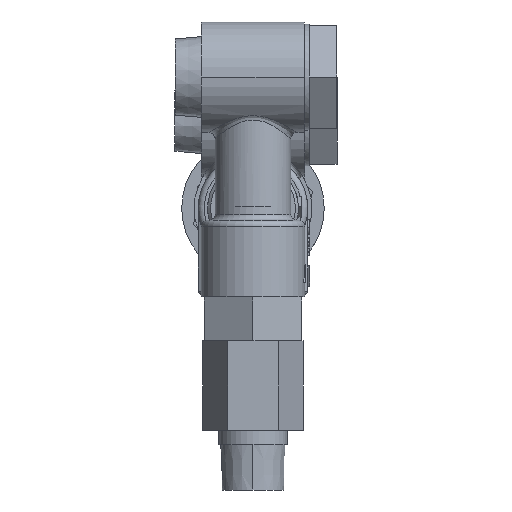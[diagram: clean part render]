
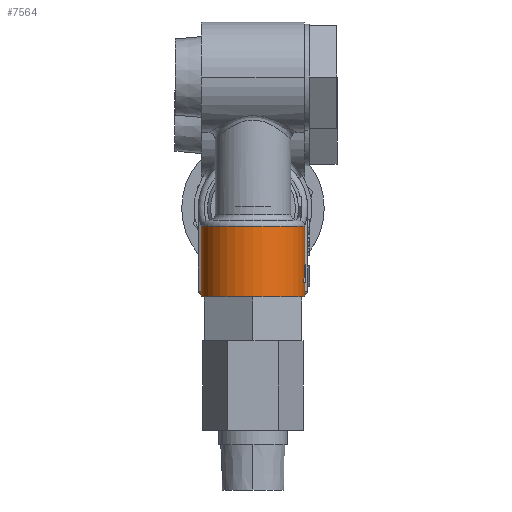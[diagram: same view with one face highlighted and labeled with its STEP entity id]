
A CAD part, front view. The second image highlights one B-rep face of the part: STEP entity #7564.
In plain terms, the highlighted cylindrical face has radius 13.043 mm (diameter 26.086 mm), a partial arc.
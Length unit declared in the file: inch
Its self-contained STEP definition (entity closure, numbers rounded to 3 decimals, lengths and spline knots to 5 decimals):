
#134 = ORIENTED_EDGE ( 'NONE', *, *, #12320, .T. ) ;
#490 = CYLINDRICAL_SURFACE ( 'NONE', #7325, 0.5135 ) ;
#518 = EDGE_CURVE ( 'NONE', #1855, #13390, #6128, .T. ) ;
#639 =( BOUNDED_CURVE ( )  B_SPLINE_CURVE ( 3, ( #2153, #8771, #3273, #11034 ),
 .UNSPECIFIED., .F., .T. ) 
 B_SPLINE_CURVE_WITH_KNOTS ( ( 4, 4 ),
 ( 1.36701, 1.5708 ),
 .UNSPECIFIED. ) 
 CURVE ( )  GEOMETRIC_REPRESENTATION_ITEM ( )  RATIONAL_B_SPLINE_CURVE ( ( 1., 0.997, 0.997, 1. ) ) 
 REPRESENTATION_ITEM ( '' )  );
#653 = CARTESIAN_POINT ( 'NONE',  ( 0.50287, -0.10392, -2.03291 ) ) ;
#862 = VERTEX_POINT ( 'NONE', #11483 ) ;
#1128 = EDGE_CURVE ( 'NONE', #11057, #13866, #5966, .T. ) ;
#1855 = VERTEX_POINT ( 'NONE', #2097 ) ;
#1960 = CARTESIAN_POINT ( 'NONE',  ( 0., 0., -2.03291 ) ) ;
#2097 = CARTESIAN_POINT ( 'NONE',  ( 0.5135, 0., -1.479 ) ) ;
#2137 = ORIENTED_EDGE ( 'NONE', *, *, #3677, .F. ) ;
#2152 = ORIENTED_EDGE ( 'NONE', *, *, #4958, .F. ) ;
#2153 = CARTESIAN_POINT ( 'NONE',  ( 0.50287, -0.10392, -2.03291 ) ) ;
#2230 = AXIS2_PLACEMENT_3D ( 'NONE', #2308, #10059, #3420 ) ;
#2308 = CARTESIAN_POINT ( 'NONE',  ( 0., 0., -2.175 ) ) ;
#2514 = ORIENTED_EDGE ( 'NONE', *, *, #1128, .T. ) ;
#2697 = ORIENTED_EDGE ( 'NONE', *, *, #8010, .F. ) ;
#3273 = CARTESIAN_POINT ( 'NONE',  ( 0.5135, -0.03494, -1.91343 ) ) ;
#3303 = DIRECTION ( 'NONE',  ( 0., 0., -1. ) ) ;
#3328 = VECTOR ( 'NONE', #6881, 39.37008 ) ;
#3420 = DIRECTION ( 'NONE',  ( -1., 0., 0. ) ) ;
#3578 = EDGE_CURVE ( 'NONE', #13866, #862, #639, .T. ) ;
#3677 = EDGE_CURVE ( 'NONE', #9785, #8387, #8812, .T. ) ;
#3737 = AXIS2_PLACEMENT_3D ( 'NONE', #3859, #11625, #4970 ) ;
#3859 = CARTESIAN_POINT ( 'NONE',  ( 0., 0., -1.479 ) ) ;
#3986 = LINE ( 'NONE', #5747, #3328 ) ;
#4350 = CARTESIAN_POINT ( 'NONE',  ( 0.5135, 0., -2.175 ) ) ;
#4556 = LINE ( 'NONE', #5679, #10106 ) ;
#4836 = ORIENTED_EDGE ( 'NONE', *, *, #518, .T. ) ;
#4958 = EDGE_CURVE ( 'NONE', #1855, #862, #4556, .T. ) ;
#4970 = DIRECTION ( 'NONE',  ( -1., 0., 0. ) ) ;
#5465 = ORIENTED_EDGE ( 'NONE', *, *, #3578, .T. ) ;
#5679 = CARTESIAN_POINT ( 'NONE',  ( 0.5135, 0., -1.419 ) ) ;
#5747 = CARTESIAN_POINT ( 'NONE',  ( -0.5135, 0., -1.419 ) ) ;
#5966 = CIRCLE ( 'NONE', #12131, 0.5135 ) ;
#6085 = EDGE_LOOP ( 'NONE', ( #2152, #4836, #134, #2137, #2697, #2514, #5465 ) ) ;
#6128 = CIRCLE ( 'NONE', #3737, 0.5135 ) ;
#6202 = CARTESIAN_POINT ( 'NONE',  ( 0.5135, 0., -2.03291 ) ) ;
#6337 = CARTESIAN_POINT ( 'NONE',  ( 0.5135, 0., -1.419 ) ) ;
#6616 = CARTESIAN_POINT ( 'NONE',  ( 0., 0., -1.419 ) ) ;
#6881 = DIRECTION ( 'NONE',  ( 0., 0., -1. ) ) ;
#7325 = AXIS2_PLACEMENT_3D ( 'NONE', #6616, #3303, #13303 ) ;
#7564 = ADVANCED_FACE ( 'NONE', ( #9327 ), #490, .T. ) ;
#8010 = EDGE_CURVE ( 'NONE', #11057, #9785, #10719, .T. ) ;
#8269 = CARTESIAN_POINT ( 'NONE',  ( -0.5135, 0., -2.175 ) ) ;
#8387 = VERTEX_POINT ( 'NONE', #8269 ) ;
#8771 = CARTESIAN_POINT ( 'NONE',  ( 0.50995, -0.0697, -1.97364 ) ) ;
#8812 = CIRCLE ( 'NONE', #2230, 0.5135 ) ;
#9327 = FACE_OUTER_BOUND ( 'NONE', #6085, .T. ) ;
#9490 = DIRECTION ( 'NONE',  ( 1., 0., 0. ) ) ;
#9700 = DIRECTION ( 'NONE',  ( 0., 0., -1. ) ) ;
#9715 = DIRECTION ( 'NONE',  ( 0., 0., -1. ) ) ;
#9785 = VERTEX_POINT ( 'NONE', #4350 ) ;
#10059 = DIRECTION ( 'NONE',  ( 0., 0., -1. ) ) ;
#10106 = VECTOR ( 'NONE', #12325, 39.37008 ) ;
#10719 = LINE ( 'NONE', #6337, #13351 ) ;
#11034 = CARTESIAN_POINT ( 'NONE',  ( 0.5135, 0., -1.85291 ) ) ;
#11057 = VERTEX_POINT ( 'NONE', #6202 ) ;
#11483 = CARTESIAN_POINT ( 'NONE',  ( 0.5135, 0., -1.85291 ) ) ;
#11625 = DIRECTION ( 'NONE',  ( 0., 0., -1. ) ) ;
#12131 = AXIS2_PLACEMENT_3D ( 'NONE', #1960, #9715, #9490 ) ;
#12320 = EDGE_CURVE ( 'NONE', #13390, #8387, #3986, .T. ) ;
#12325 = DIRECTION ( 'NONE',  ( 0., 0., -1. ) ) ;
#12505 = CARTESIAN_POINT ( 'NONE',  ( -0.5135, 0., -1.479 ) ) ;
#13303 = DIRECTION ( 'NONE',  ( -1., 0., 0. ) ) ;
#13351 = VECTOR ( 'NONE', #9700, 39.37008 ) ;
#13390 = VERTEX_POINT ( 'NONE', #12505 ) ;
#13866 = VERTEX_POINT ( 'NONE', #653 ) ;
